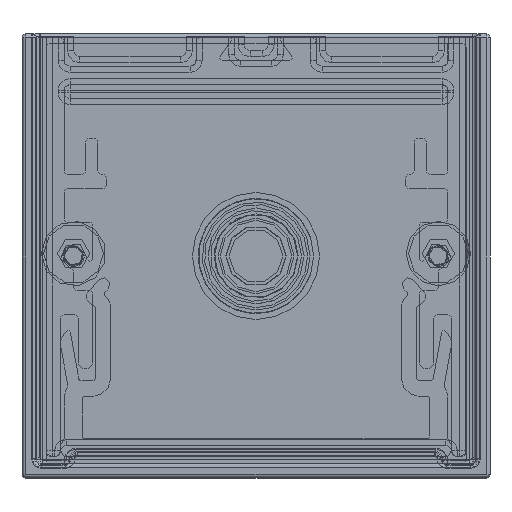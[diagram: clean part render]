
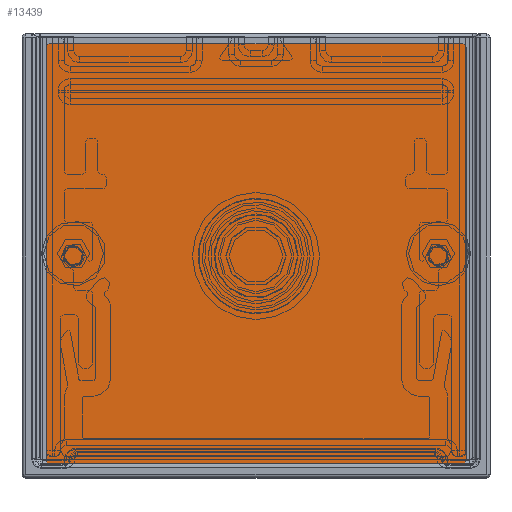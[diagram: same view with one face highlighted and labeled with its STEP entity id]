
A CAD part, front view. The second image highlights one B-rep face of the part: STEP entity #13439.
In plain terms, the highlighted planar face has unit normal (0, -1, 0).
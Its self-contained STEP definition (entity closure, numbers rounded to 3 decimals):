
#470=PLANE('',#15179);
#1442=LINE('',#24774,#2433);
#1445=LINE('',#24780,#2436);
#1446=LINE('',#24784,#2437);
#1447=LINE('',#24788,#2438);
#2433=VECTOR('',#19562,10.);
#2436=VECTOR('',#19567,10.);
#2437=VECTOR('',#19570,10.);
#2438=VECTOR('',#19573,10.);
#3228=FACE_OUTER_BOUND('',#4053,.T.);
#4053=EDGE_LOOP('',(#12211,#12212,#12213,#12214,#12215,#12216,#12217,#12218));
#5022=CIRCLE('',#15176,0.3);
#5024=CIRCLE('',#15180,0.3);
#5025=CIRCLE('',#15181,0.3);
#5026=CIRCLE('',#15182,0.3);
#6285=VERTEX_POINT('',#24764);
#6286=VERTEX_POINT('',#24765);
#6289=VERTEX_POINT('',#24773);
#6291=VERTEX_POINT('',#24779);
#6292=VERTEX_POINT('',#24781);
#6293=VERTEX_POINT('',#24783);
#6294=VERTEX_POINT('',#24785);
#6295=VERTEX_POINT('',#24787);
#8263=EDGE_CURVE('',#6285,#6286,#5022,.T.);
#8267=EDGE_CURVE('',#6286,#6289,#1442,.T.);
#8270=EDGE_CURVE('',#6291,#6285,#1445,.T.);
#8271=EDGE_CURVE('',#6292,#6291,#5024,.T.);
#8272=EDGE_CURVE('',#6293,#6292,#1446,.T.);
#8273=EDGE_CURVE('',#6294,#6293,#5025,.T.);
#8274=EDGE_CURVE('',#6295,#6294,#1447,.T.);
#8275=EDGE_CURVE('',#6289,#6295,#5026,.T.);
#12211=ORIENTED_EDGE('',*,*,#8263,.F.);
#12212=ORIENTED_EDGE('',*,*,#8270,.F.);
#12213=ORIENTED_EDGE('',*,*,#8271,.F.);
#12214=ORIENTED_EDGE('',*,*,#8272,.F.);
#12215=ORIENTED_EDGE('',*,*,#8273,.F.);
#12216=ORIENTED_EDGE('',*,*,#8274,.F.);
#12217=ORIENTED_EDGE('',*,*,#8275,.F.);
#12218=ORIENTED_EDGE('',*,*,#8267,.F.);
#13439=ADVANCED_FACE('',(#3228),#470,.T.);
#15176=AXIS2_PLACEMENT_3D('',#24766,#19554,#19555);
#15179=AXIS2_PLACEMENT_3D('',#24778,#19565,#19566);
#15180=AXIS2_PLACEMENT_3D('',#24782,#19568,#19569);
#15181=AXIS2_PLACEMENT_3D('',#24786,#19571,#19572);
#15182=AXIS2_PLACEMENT_3D('',#24789,#19574,#19575);
#19554=DIRECTION('center_axis',(0.,1.,0.));
#19555=DIRECTION('ref_axis',(0.707,0.,0.707));
#19562=DIRECTION('',(0.,0.,-1.));
#19565=DIRECTION('center_axis',(0.,-1.,0.));
#19566=DIRECTION('ref_axis',(0.,0.,
1.));
#19567=DIRECTION('',(1.,0.,0.));
#19568=DIRECTION('center_axis',(0.,1.,0.));
#19569=DIRECTION('ref_axis',(-0.707,0.,0.707));
#19570=DIRECTION('',(0.,0.,1.));
#19571=DIRECTION('center_axis',(0.,1.,0.));
#19572=DIRECTION('ref_axis',(-0.707,0.,-0.707));
#19573=DIRECTION('',(-1.,0.,0.));
#19574=DIRECTION('center_axis',(0.,1.,0.));
#19575=DIRECTION('ref_axis',(0.707,0.,-0.707));
#24764=CARTESIAN_POINT('',(17.2,-2108.5,-0.6));
#24765=CARTESIAN_POINT('',(17.5,-2108.5,-0.9));
#24766=CARTESIAN_POINT('Origin',(17.2,-2108.5,-0.9));
#24773=CARTESIAN_POINT('',(17.5,-2108.5,-35.3));
#24774=CARTESIAN_POINT('',(17.5,-2108.5,-0.6));
#24778=CARTESIAN_POINT('Origin',(0.,-2108.5,
-18.1));
#24779=CARTESIAN_POINT('',(-17.2,-2108.5,-0.6));
#24780=CARTESIAN_POINT('',(-17.5,-2108.5,-0.6));
#24781=CARTESIAN_POINT('',(-17.5,-2108.5,-0.9));
#24782=CARTESIAN_POINT('Origin',(-17.2,-2108.5,-0.9));
#24783=CARTESIAN_POINT('',(-17.5,-2108.5,-35.3));
#24784=CARTESIAN_POINT('',(-17.5,-2108.5,-35.6));
#24785=CARTESIAN_POINT('',(-17.2,-2108.5,-35.6));
#24786=CARTESIAN_POINT('Origin',(-17.2,-2108.5,-35.3));
#24787=CARTESIAN_POINT('',(17.2,-2108.5,-35.6));
#24788=CARTESIAN_POINT('',(17.5,-2108.5,-35.6));
#24789=CARTESIAN_POINT('Origin',(17.2,-2108.5,-35.3));
